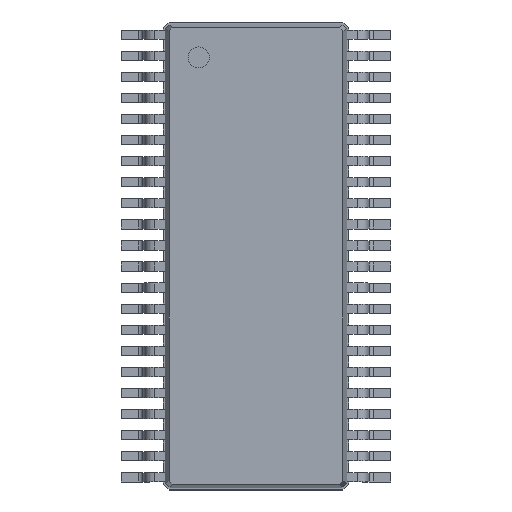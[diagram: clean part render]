
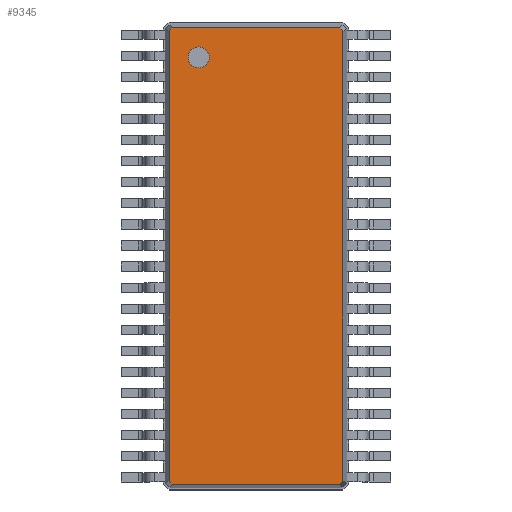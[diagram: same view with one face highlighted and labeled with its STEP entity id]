
A CAD part, top view. The second image highlights one B-rep face of the part: STEP entity #9345.
In plain terms, the highlighted planar face has unit normal (0, 0, 1).
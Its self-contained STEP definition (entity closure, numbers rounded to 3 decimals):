
#13=DIRECTION('',(0.,0.,1.));
#27=VECTOR('',#28,1.);
#28=DIRECTION('',(1.,0.,0.));
#51=VECTOR('',#52,1.);
#52=DIRECTION('',(0.707,-0.707,0.));
#58=VECTOR('',#59,1.);
#59=DIRECTION('',(0.,-1.,0.));
#65=VECTOR('',#66,1.);
#66=DIRECTION('',(-0.707,-0.707,0.));
#72=VECTOR('',#73,1.);
#73=DIRECTION('',(-1.,0.,0.));
#79=VECTOR('',#80,1.);
#80=DIRECTION('',(-0.707,0.707,0.));
#86=VECTOR('',#87,1.);
#87=DIRECTION('',(0.,1.,0.));
#91=VECTOR('',#92,1.);
#92=DIRECTION('',(0.707,0.707,0.));
#2629=VERTEX_POINT('',#2630);
#2630=CARTESIAN_POINT('',(-2.06,5.34,1.1));
#2632=ORIENTED_EDGE('',*,*,#2633,.F.);
#2633=EDGE_CURVE('',#2634,#2629,#2636,.T.);
#2634=VERTEX_POINT('',#2635);
#2635=CARTESIAN_POINT('',(-2.06,-5.34,1.1));
#2636=LINE('',#2635,#86);
#2647=VERTEX_POINT('',#2648);
#2648=CARTESIAN_POINT('',(-1.99,5.41,1.1));
#2650=ORIENTED_EDGE('',*,*,#2651,.F.);
#2651=EDGE_CURVE('',#2629,#2647,#2652,.T.);
#2652=LINE('',#2630,#91);
#2661=VERTEX_POINT('',#2662);
#2662=CARTESIAN_POINT('',(1.99,5.41,1.1));
#2664=ORIENTED_EDGE('',*,*,#2665,.F.);
#2665=EDGE_CURVE('',#2647,#2661,#2666,.T.);
#2666=LINE('',#2648,#27);
#2675=VERTEX_POINT('',#2676);
#2676=CARTESIAN_POINT('',(2.06,5.34,1.1));
#2678=ORIENTED_EDGE('',*,*,#2679,.F.);
#2679=EDGE_CURVE('',#2661,#2675,#2680,.T.);
#2680=LINE('',#2662,#51);
#2865=VERTEX_POINT('',#2866);
#2866=CARTESIAN_POINT('',(2.06,-5.34,1.1));
#2868=ORIENTED_EDGE('',*,*,#2869,.F.);
#2869=EDGE_CURVE('',#2675,#2865,#2870,.T.);
#2870=LINE('',#2676,#58);
#9345=ADVANCED_FACE('',(#9346,#9361),#9371,.T.);
#9346=FACE_BOUND('',#9347,.T.);
#9347=EDGE_LOOP('',(#2664,#2650,#2632,#9348,#9353,#9358,#2868,#2678));
#9348=ORIENTED_EDGE('',*,*,#9349,.F.);
#9349=EDGE_CURVE('',#9350,#2634,#9352,.T.);
#9350=VERTEX_POINT('',#9351);
#9351=CARTESIAN_POINT('',(-1.99,-5.41,1.1));
#9352=LINE('',#9351,#79);
#9353=ORIENTED_EDGE('',*,*,#9354,.F.);
#9354=EDGE_CURVE('',#9355,#9350,#9357,.T.);
#9355=VERTEX_POINT('',#9356);
#9356=CARTESIAN_POINT('',(1.99,-5.41,1.1));
#9357=LINE('',#9356,#72);
#9358=ORIENTED_EDGE('',*,*,#9359,.F.);
#9359=EDGE_CURVE('',#2865,#9355,#9360,.T.);
#9360=LINE('',#2866,#65);
#9361=FACE_BOUND('',#9362,.T.);
#9362=EDGE_LOOP('',(#9363));
#9363=ORIENTED_EDGE('',*,*,#9364,.T.);
#9364=EDGE_CURVE('',#9365,#9365,#9367,.T.);
#9365=VERTEX_POINT('',#9366);
#9366=CARTESIAN_POINT('',(-1.36,4.46,1.1));
#9367=CIRCLE('',#9368,0.25);
#9368=AXIS2_PLACEMENT_3D('',#9369,#9370,#59);
#9369=CARTESIAN_POINT('',(-1.36,4.71,1.1));
#9370=DIRECTION('',(0.,-0.,-1.));
#9371=PLANE('',#9372);
#9372=AXIS2_PLACEMENT_3D('',#2648,#13,#9373);
#9373=DIRECTION('',(0.345,-0.939,0.));
